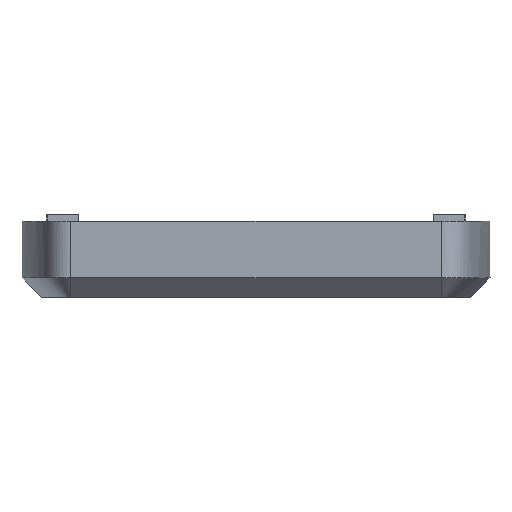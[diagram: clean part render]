
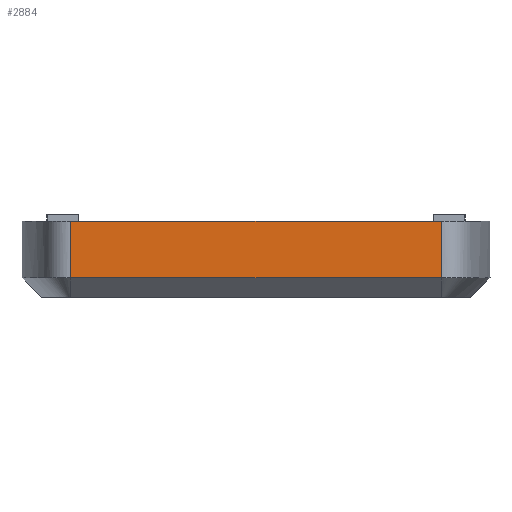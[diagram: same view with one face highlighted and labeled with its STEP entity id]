
A CAD part, left-side view. The second image highlights one B-rep face of the part: STEP entity #2884.
In plain terms, the highlighted planar face has unit normal (-1, 0, 0).
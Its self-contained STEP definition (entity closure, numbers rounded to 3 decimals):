
#33 = ORIENTED_EDGE ( 'NONE', *, *, #7988, .T. ) ;
#854 = DIRECTION ( 'NONE',  ( 0., -1., 0. ) ) ;
#1110 = DIRECTION ( 'NONE',  ( 0., 0., 1. ) ) ;
#1532 = CARTESIAN_POINT ( 'NONE',  ( -29.025, -19., 7.8 ) ) ;
#1566 = DIRECTION ( 'NONE',  ( 0., 1., 0. ) ) ;
#1737 = CARTESIAN_POINT ( 'NONE',  ( -29.025, 19., 8. ) ) ;
#2182 = CARTESIAN_POINT ( 'NONE',  ( -29.025, 19., 7.8 ) ) ;
#2240 = CARTESIAN_POINT ( 'NONE',  ( -29.025, 19., 4.9 ) ) ;
#2516 = FACE_OUTER_BOUND ( 'NONE', #6858, .T. ) ;
#2612 = VERTEX_POINT ( 'NONE', #3511 ) ;
#2658 = EDGE_CURVE ( 'NONE', #2612, #6155, #2822, .T. ) ;
#2822 = LINE ( 'NONE', #6240, #8639 ) ;
#2884 = ADVANCED_FACE ( 'NONE', ( #2516 ), #3120, .F. ) ;
#3004 = DIRECTION ( 'NONE',  ( 1., 0., 0. ) ) ;
#3120 = PLANE ( 'NONE',  #6380 ) ;
#3313 = ORIENTED_EDGE ( 'NONE', *, *, #8271, .T. ) ;
#3511 = CARTESIAN_POINT ( 'NONE',  ( -29.025, -19., 2. ) ) ;
#3569 = DIRECTION ( 'NONE',  ( 0., 0., -1. ) ) ;
#3834 = VECTOR ( 'NONE', #1110, 1000. ) ;
#4659 = VECTOR ( 'NONE', #3569, 1000. ) ;
#4680 = EDGE_CURVE ( 'NONE', #7862, #5775, #5893, .T. ) ;
#4753 = VECTOR ( 'NONE', #854, 1000. ) ;
#4918 = CARTESIAN_POINT ( 'NONE',  ( -29.025, 19., 7.8 ) ) ;
#5775 = VERTEX_POINT ( 'NONE', #1532 ) ;
#5893 = LINE ( 'NONE', #4918, #4753 ) ;
#6155 = VERTEX_POINT ( 'NONE', #6195 ) ;
#6195 = CARTESIAN_POINT ( 'NONE',  ( -29.025, 19., 2. ) ) ;
#6240 = CARTESIAN_POINT ( 'NONE',  ( -29.025, 19., 2. ) ) ;
#6380 = AXIS2_PLACEMENT_3D ( 'NONE', #1737, #3004, #7647 ) ;
#6416 = CARTESIAN_POINT ( 'NONE',  ( -29.025, -19., 4.9 ) ) ;
#6536 = LINE ( 'NONE', #6416, #3834 ) ;
#6642 = LINE ( 'NONE', #2240, #4659 ) ;
#6667 = ORIENTED_EDGE ( 'NONE', *, *, #2658, .F. ) ;
#6858 = EDGE_LOOP ( 'NONE', ( #7561, #33, #6667, #3313 ) ) ;
#7561 = ORIENTED_EDGE ( 'NONE', *, *, #4680, .F. ) ;
#7647 = DIRECTION ( 'NONE',  ( 0., 1., 0. ) ) ;
#7862 = VERTEX_POINT ( 'NONE', #2182 ) ;
#7988 = EDGE_CURVE ( 'NONE', #7862, #6155, #6642, .T. ) ;
#8271 = EDGE_CURVE ( 'NONE', #2612, #5775, #6536, .T. ) ;
#8639 = VECTOR ( 'NONE', #1566, 1000. ) ;
